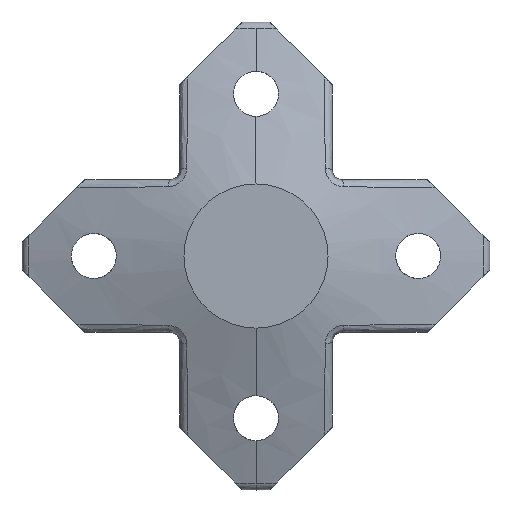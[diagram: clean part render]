
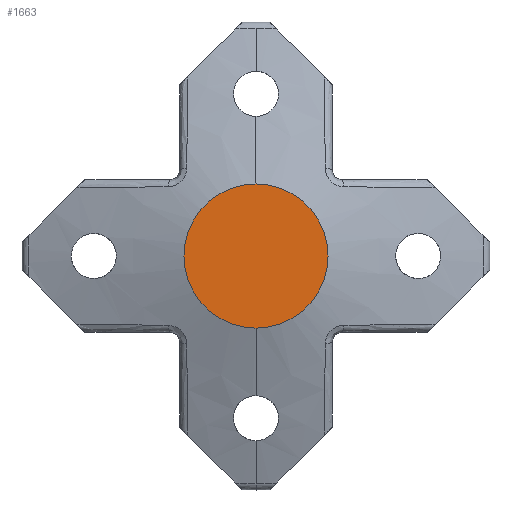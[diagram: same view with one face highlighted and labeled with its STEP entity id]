
A CAD part, front view. The second image highlights one B-rep face of the part: STEP entity #1663.
In plain terms, the highlighted planar face has unit normal (0, -1, 0).
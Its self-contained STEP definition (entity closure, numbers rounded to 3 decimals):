
#17 = DIRECTION ( 'NONE',  ( 0., 0., -1. ) ) ;
#114 = AXIS2_PLACEMENT_3D ( 'NONE', #2498, #1223, #1513 ) ;
#174 = PLANE ( 'NONE',  #1156 ) ;
#274 = DIRECTION ( 'NONE',  ( 0., -1., 0. ) ) ;
#327 = ORIENTED_EDGE ( 'NONE', *, *, #2833, .T. ) ;
#565 = DIRECTION ( 'NONE',  ( 0., -1., 0. ) ) ;
#577 = CARTESIAN_POINT ( 'NONE',  ( 0., 3.2, 0. ) ) ;
#1031 = ORIENTED_EDGE ( 'NONE', *, *, #1983, .T. ) ;
#1156 = AXIS2_PLACEMENT_3D ( 'NONE', #2154, #274, #17 ) ;
#1223 = DIRECTION ( 'NONE',  ( 0., -1., 0. ) ) ;
#1263 = CIRCLE ( 'NONE', #2015, 4. ) ;
#1331 = CARTESIAN_POINT ( 'NONE',  ( 0., 3.2, 4. ) ) ;
#1513 = DIRECTION ( 'NONE',  ( 0., 0., -1. ) ) ;
#1543 = CIRCLE ( 'NONE', #114, 4. ) ;
#1663 = ADVANCED_FACE ( 'NONE', ( #2648 ), #174, .T. ) ;
#1890 = DIRECTION ( 'NONE',  ( 0., 0., -1. ) ) ;
#1931 = EDGE_LOOP ( 'NONE', ( #1031, #327 ) ) ;
#1983 = EDGE_CURVE ( 'NONE', #3242, #3241, #1263, .T. ) ;
#2015 = AXIS2_PLACEMENT_3D ( 'NONE', #577, #565, #1890 ) ;
#2154 = CARTESIAN_POINT ( 'NONE',  ( 0., 3.2, 0. ) ) ;
#2498 = CARTESIAN_POINT ( 'NONE',  ( 0., 3.2, 0. ) ) ;
#2648 = FACE_OUTER_BOUND ( 'NONE', #1931, .T. ) ;
#2833 = EDGE_CURVE ( 'NONE', #3241, #3242, #1543, .T. ) ;
#2852 = CARTESIAN_POINT ( 'NONE',  ( 0., 3.2, -4. ) ) ;
#3241 = VERTEX_POINT ( 'NONE', #2852 ) ;
#3242 = VERTEX_POINT ( 'NONE', #1331 ) ;
